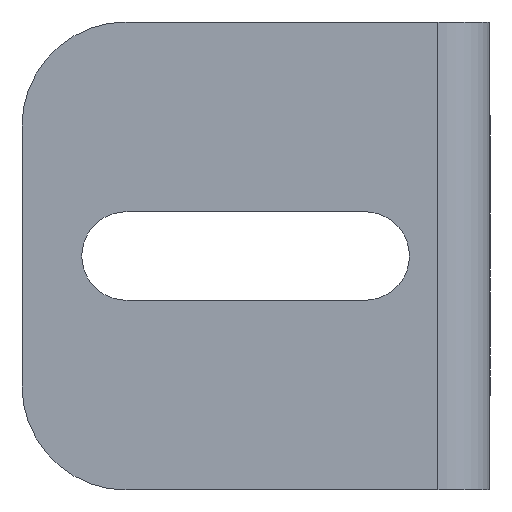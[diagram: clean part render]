
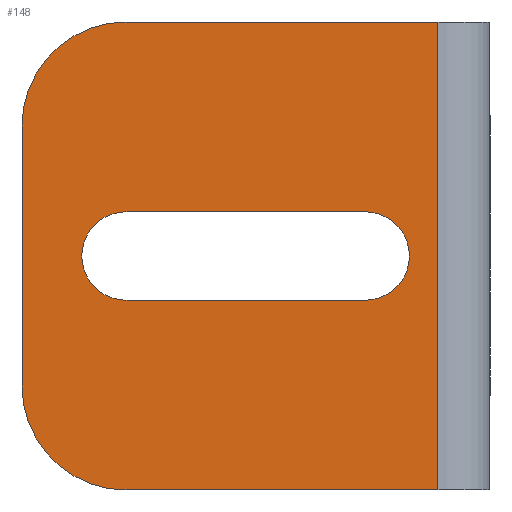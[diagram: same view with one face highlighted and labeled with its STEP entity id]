
A CAD part, left-side view. The second image highlights one B-rep face of the part: STEP entity #148.
In plain terms, the highlighted planar face has unit normal (-1, 0, 0).
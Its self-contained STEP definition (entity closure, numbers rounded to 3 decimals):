
#18 = VERTEX_POINT ( 'NONE', #571 ) ;
#43 = VERTEX_POINT ( 'NONE', #604 ) ;
#50 = ORIENTED_EDGE ( 'NONE', *, *, #149, .F. ) ;
#65 = EDGE_CURVE ( 'NONE', #18, #70, #407, .T. ) ;
#70 = VERTEX_POINT ( 'NONE', #408 ) ;
#84 = VERTEX_POINT ( 'NONE', #462 ) ;
#138 = ORIENTED_EDGE ( 'NONE', *, *, #242, .F. ) ;
#139 = EDGE_LOOP ( 'NONE', ( #140, #241, #243, #153, #280, #279 ) ) ;
#140 = ORIENTED_EDGE ( 'NONE', *, *, #168, .T. ) ;
#141 = EDGE_CURVE ( 'NONE', #84, #151, #757, .T. ) ;
#142 = EDGE_CURVE ( 'NONE', #165, #146, #744, .T. ) ;
#143 = ORIENTED_EDGE ( 'NONE', *, *, #142, .F. ) ;
#145 = EDGE_CURVE ( 'NONE', #43, #151, #750, .T. ) ;
#146 = VERTEX_POINT ( 'NONE', #737 ) ;
#147 = VERTEX_POINT ( 'NONE', #736 ) ;
#148 = ADVANCED_FACE ( 'NONE', ( #845, #753 ), #741, .T. ) ;
#149 = EDGE_CURVE ( 'NONE', #164, #165, #844, .T. ) ;
#150 = ORIENTED_EDGE ( 'NONE', *, *, #162, .F. ) ;
#151 = VERTEX_POINT ( 'NONE', #847 ) ;
#153 = ORIENTED_EDGE ( 'NONE', *, *, #154, .F. ) ;
#154 = EDGE_CURVE ( 'NONE', #18, #84, #835, .T. ) ;
#155 = EDGE_CURVE ( 'NONE', #70, #171, #837, .T. ) ;
#159 = EDGE_LOOP ( 'NONE', ( #150, #143, #50, #138 ) ) ;
#162 = EDGE_CURVE ( 'NONE', #146, #147, #831, .T. ) ;
#164 = VERTEX_POINT ( 'NONE', #789 ) ;
#165 = VERTEX_POINT ( 'NONE', #777 ) ;
#168 = EDGE_CURVE ( 'NONE', #171, #43, #775, .T. ) ;
#171 = VERTEX_POINT ( 'NONE', #778 ) ;
#241 = ORIENTED_EDGE ( 'NONE', *, *, #145, .T. ) ;
#242 = EDGE_CURVE ( 'NONE', #147, #164, #970, .T. ) ;
#243 = ORIENTED_EDGE ( 'NONE', *, *, #141, .F. ) ;
#279 = ORIENTED_EDGE ( 'NONE', *, *, #155, .T. ) ;
#280 = ORIENTED_EDGE ( 'NONE', *, *, #65, .T. ) ;
#404 = DIRECTION ( 'NONE',  ( 0., 1., 0. ) ) ;
#405 = VECTOR ( 'NONE', #404, 1000. ) ;
#406 = CARTESIAN_POINT ( 'NONE',  ( -150., 0., 45. ) ) ;
#407 = LINE ( 'NONE', #406, #405 ) ;
#408 = CARTESIAN_POINT ( 'NONE',  ( -150., 35., 45. ) ) ;
#462 = CARTESIAN_POINT ( 'NONE',  ( -150., 5., 0. ) ) ;
#571 = CARTESIAN_POINT ( 'NONE',  ( -150., 5., 45. ) ) ;
#604 = CARTESIAN_POINT ( 'NONE',  ( -150., 45., 10. ) ) ;
#735 = AXIS2_PLACEMENT_3D ( 'NONE', #851, #850, #843 ) ;
#736 = CARTESIAN_POINT ( 'NONE',  ( -150., 35., 18.25 ) ) ;
#737 = CARTESIAN_POINT ( 'NONE',  ( -150., 35., 26.75 ) ) ;
#741 = PLANE ( 'NONE',  #735 ) ;
#742 = DIRECTION ( 'NONE',  ( 0., 1., 0. ) ) ;
#743 = VECTOR ( 'NONE', #742, 1000. ) ;
#744 = LINE ( 'NONE', #751, #743 ) ;
#745 = CARTESIAN_POINT ( 'NONE',  ( -150., 35., 35. ) ) ;
#746 = DIRECTION ( 'NONE',  ( 0., 1., 0. ) ) ;
#747 = VECTOR ( 'NONE', #746, 1000. ) ;
#748 = CARTESIAN_POINT ( 'NONE',  ( -150., 0., 0. ) ) ;
#750 = CIRCLE ( 'NONE', #767, 10. ) ;
#751 = CARTESIAN_POINT ( 'NONE',  ( -150., 35., 26.75 ) ) ;
#752 = CARTESIAN_POINT ( 'NONE',  ( -150., 35., 10. ) ) ;
#753 = FACE_OUTER_BOUND ( 'NONE', #139, .T. ) ;
#757 = LINE ( 'NONE', #748, #747 ) ;
#767 = AXIS2_PLACEMENT_3D ( 'NONE', #752, #849, #848 ) ;
#772 = DIRECTION ( 'NONE',  ( 0., 0., -1. ) ) ;
#773 = VECTOR ( 'NONE', #772, 1000. ) ;
#774 = CARTESIAN_POINT ( 'NONE',  ( -150., 45., 45. ) ) ;
#775 = LINE ( 'NONE', #774, #773 ) ;
#777 = CARTESIAN_POINT ( 'NONE',  ( -150., 12., 26.75 ) ) ;
#778 = CARTESIAN_POINT ( 'NONE',  ( -150., 45., 35. ) ) ;
#785 = DIRECTION ( 'NONE',  ( 0., 0., 1. ) ) ;
#786 = DIRECTION ( 'NONE',  ( -1., 0., 0. ) ) ;
#787 = CARTESIAN_POINT ( 'NONE',  ( -150., 35., 22.5 ) ) ;
#789 = CARTESIAN_POINT ( 'NONE',  ( -150., 12., 18.25 ) ) ;
#828 = DIRECTION ( 'NONE',  ( 0., 0., 1. ) ) ;
#829 = DIRECTION ( 'NONE',  ( -1., 0., 0. ) ) ;
#830 = AXIS2_PLACEMENT_3D ( 'NONE', #787, #786, #785 ) ;
#831 = CIRCLE ( 'NONE', #830, 4.25 ) ;
#832 = DIRECTION ( 'NONE',  ( 0., 0., -1. ) ) ;
#833 = VECTOR ( 'NONE', #832, 1000. ) ;
#834 = CARTESIAN_POINT ( 'NONE',  ( -150., 5., 45. ) ) ;
#835 = LINE ( 'NONE', #834, #833 ) ;
#837 = CIRCLE ( 'NONE', #841, 10. ) ;
#838 = DIRECTION ( 'NONE',  ( 0., 0., 1. ) ) ;
#839 = DIRECTION ( 'NONE',  ( -1., 0., 0. ) ) ;
#840 = CARTESIAN_POINT ( 'NONE',  ( -150., 12., 22.5 ) ) ;
#841 = AXIS2_PLACEMENT_3D ( 'NONE', #745, #829, #828 ) ;
#843 = DIRECTION ( 'NONE',  ( 0., 0., 1. ) ) ;
#844 = CIRCLE ( 'NONE', #846, 4.25 ) ;
#845 = FACE_BOUND ( 'NONE', #159, .T. ) ;
#846 = AXIS2_PLACEMENT_3D ( 'NONE', #840, #839, #838 ) ;
#847 = CARTESIAN_POINT ( 'NONE',  ( -150., 35., 0. ) ) ;
#848 = DIRECTION ( 'NONE',  ( 0., 0., 1. ) ) ;
#849 = DIRECTION ( 'NONE',  ( -1., 0., 0. ) ) ;
#850 = DIRECTION ( 'NONE',  ( -1., 0., 0. ) ) ;
#851 = CARTESIAN_POINT ( 'NONE',  ( -150., 0., 45. ) ) ;
#907 = CARTESIAN_POINT ( 'NONE',  ( -150., 35., 18.25 ) ) ;
#968 = DIRECTION ( 'NONE',  ( 0., -1., 0. ) ) ;
#969 = VECTOR ( 'NONE', #968, 1000. ) ;
#970 = LINE ( 'NONE', #907, #969 ) ;
